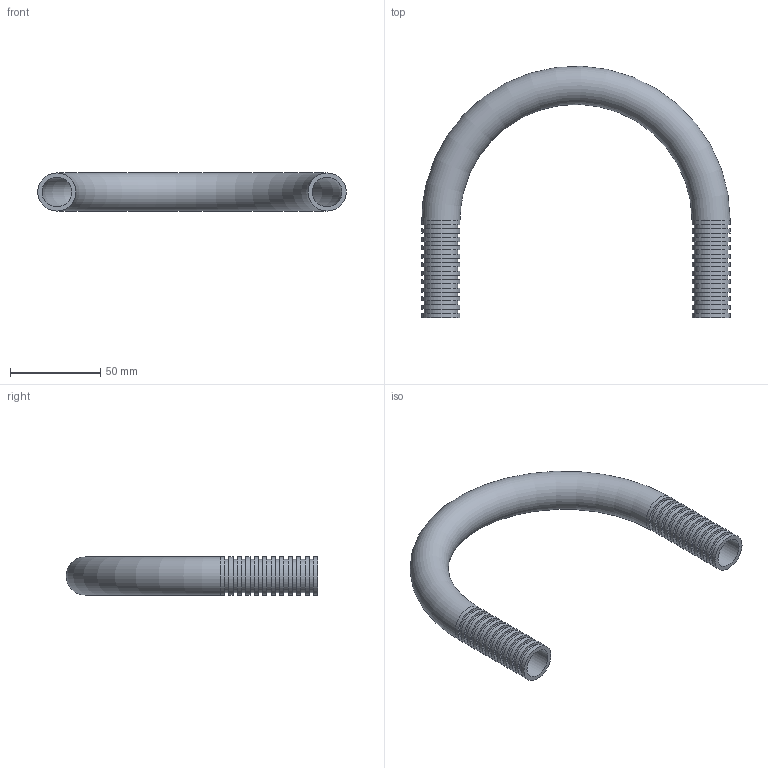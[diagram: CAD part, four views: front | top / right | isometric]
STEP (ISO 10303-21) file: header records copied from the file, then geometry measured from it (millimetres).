
FILE_DESCRIPTION(/* description */ ('STEP AP214'),/* implementation_level */ '2;1');
FILE_NAME(/* name */ '177566_MKR-165-PG-16',/* time_stamp */ '2024-09-06T16:48:45+02:00',/* author */ ('License CC BY-ND 4.0'),/* organization */ ('CADENAS'),/* preprocessor_version */ 'ST-DEVELOPER v19.3',/* originating_system */ 'PARTsolutions',/* authorisation */ ' ');
FILE_SCHEMA (('AUTOMOTIVE_DESIGN {1 0 10303 214 3 1 1}'));
Length unit declared in the file: millimetre
Products named in the file (1): 177566 MKR-16,5-PG-16
Bounding box: 171.2 x 139.6 x 21.2 mm (x, y, z)
Volume: 43481.2 mm3; surface area: 44253.5 mm2
Topology: 1 solids, 1 shells, 96 faces, 150 edges, 100 vertices
Faces by surface type: cylinder 48, plane 46, torus 2
Full cylindrical faces by diameter (mm): 16.5 x2, 18.5 x22, 21.2 x24
Entity records: 1958 total; most frequent: DIRECTION 386, CARTESIAN_POINT 289, AXIS2_PLACEMENT_3D 193, ORIENTED_EDGE 192, EDGE_LOOP 192, FACE_BOUND 192, EDGE_CURVE 96, VERTEX_POINT 96
